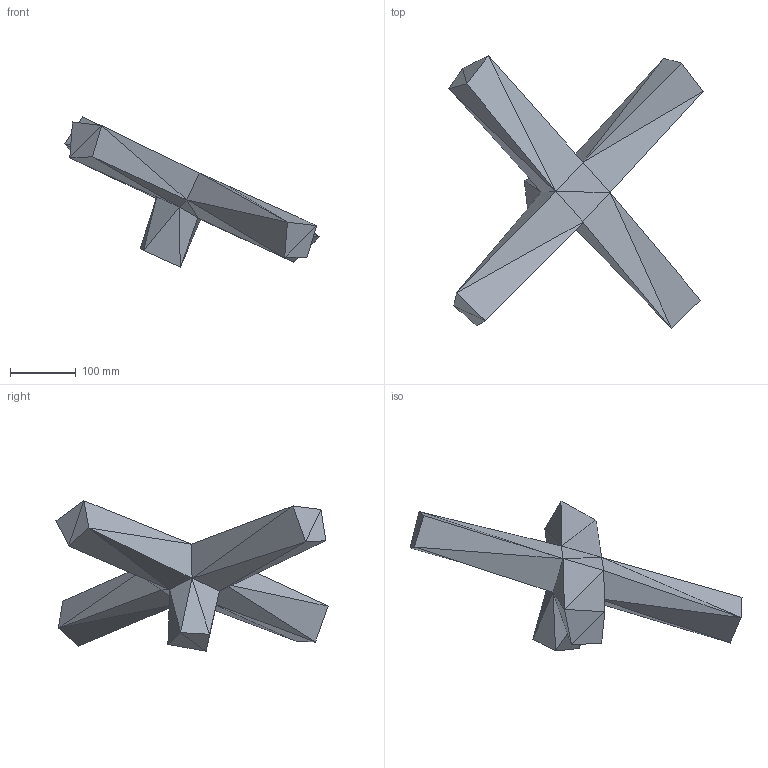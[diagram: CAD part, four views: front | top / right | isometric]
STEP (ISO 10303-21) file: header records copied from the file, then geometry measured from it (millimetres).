
FILE_DESCRIPTION(('FreeCAD Model'),'2;1');
FILE_NAME('Open CASCADE Shape Model','2023-04-25T10:05:56',('Author'),( ''),'Open CASCADE STEP processor 7.5','FreeCAD','Unknown');
FILE_SCHEMA(('AUTOMOTIVE_DESIGN { 1 0 10303 214 1 1 1 1 }'));
Length unit declared in the file: millimetre
Products named in the file (1): _00_wheel001 (Solid)
Bounding box: 386.89 x 413.95 x 229.16 mm (x, y, z)
Volume: 3467643.5 mm3; surface area: 240572.9 mm2
Topology: 1 solids, 1 shells, 60 faces, 90 edges, 32 vertices
Faces by surface type: plane 60
Entity records: 2284 total; most frequent: CARTESIAN_POINT 453, DIRECTION 302, ORIENTED_EDGE 180, LINE 180, VECTOR 180, PCURVE 180, DEFINITIONAL_REPRESENTATION 180, EDGE_CURVE 90
